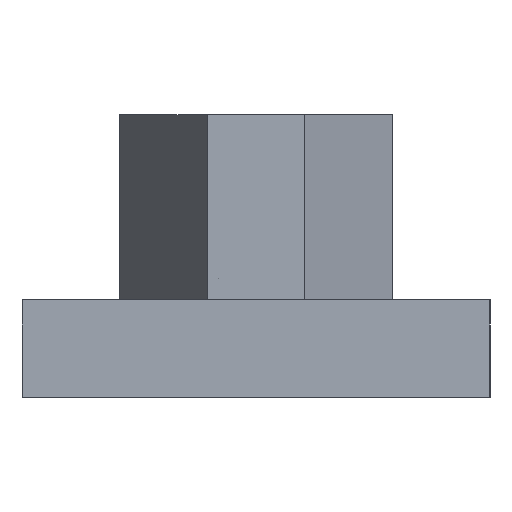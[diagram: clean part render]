
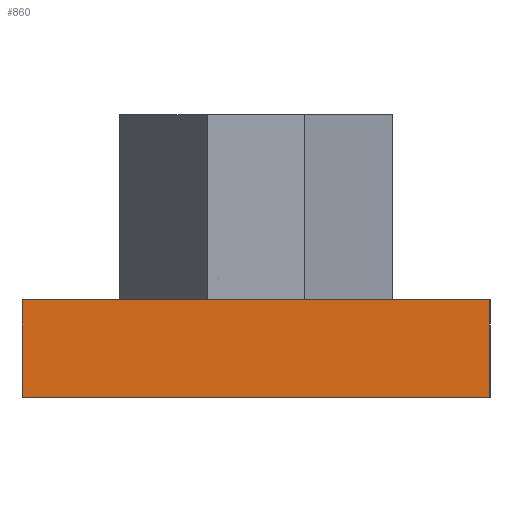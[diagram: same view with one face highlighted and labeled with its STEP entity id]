
A CAD part, left-side view. The second image highlights one B-rep face of the part: STEP entity #860.
In plain terms, the highlighted planar face has unit normal (-1, 0, 0).
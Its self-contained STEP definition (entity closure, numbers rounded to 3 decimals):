
#36 = FACE_OUTER_BOUND ( 'NONE', #748, .T. ) ;
#51 = ORIENTED_EDGE ( 'NONE', *, *, #268, .F. ) ;
#58 = DIRECTION ( 'NONE',  ( 0., -1., 0. ) ) ;
#89 = VECTOR ( 'NONE', #619, 1000. ) ;
#135 = CARTESIAN_POINT ( 'NONE',  ( -41.5, -24., 10. ) ) ;
#218 = LINE ( 'NONE', #135, #89 ) ;
#221 = CARTESIAN_POINT ( 'NONE',  ( -41.5, 24., 10. ) ) ;
#226 = CARTESIAN_POINT ( 'NONE',  ( -41.5, -24., 0. ) ) ;
#236 = LINE ( 'NONE', #948, #278 ) ;
#268 = EDGE_CURVE ( 'NONE', #723, #815, #236, .T. ) ;
#278 = VECTOR ( 'NONE', #951, 1000. ) ;
#373 = ORIENTED_EDGE ( 'NONE', *, *, #1000, .T. ) ;
#459 = AXIS2_PLACEMENT_3D ( 'NONE', #524, #843, #766 ) ;
#477 = CARTESIAN_POINT ( 'NONE',  ( -41.5, -24., 10. ) ) ;
#524 = CARTESIAN_POINT ( 'NONE',  ( -41.5, -24., 10. ) ) ;
#547 = LINE ( 'NONE', #226, #593 ) ;
#593 = VECTOR ( 'NONE', #58, 1000. ) ;
#619 = DIRECTION ( 'NONE',  ( 0., 0., -1. ) ) ;
#621 = VERTEX_POINT ( 'NONE', #996 ) ;
#665 = EDGE_CURVE ( 'NONE', #815, #621, #218, .T. ) ;
#666 = VECTOR ( 'NONE', #789, 1000. ) ;
#715 = LINE ( 'NONE', #221, #666 ) ;
#723 = VERTEX_POINT ( 'NONE', #840 ) ;
#738 = VERTEX_POINT ( 'NONE', #974 ) ;
#748 = EDGE_LOOP ( 'NONE', ( #373, #770, #51, #935 ) ) ;
#766 = DIRECTION ( 'NONE',  ( 0., 0., -1. ) ) ;
#770 = ORIENTED_EDGE ( 'NONE', *, *, #665, .F. ) ;
#789 = DIRECTION ( 'NONE',  ( 0., 0., -1. ) ) ;
#815 = VERTEX_POINT ( 'NONE', #477 ) ;
#829 = PLANE ( 'NONE',  #459 ) ;
#840 = CARTESIAN_POINT ( 'NONE',  ( -41.5, 24., 10. ) ) ;
#843 = DIRECTION ( 'NONE',  ( 1., 0., 0. ) ) ;
#860 = ADVANCED_FACE ( 'NONE', ( #36 ), #829, .F. ) ;
#935 = ORIENTED_EDGE ( 'NONE', *, *, #1012, .T. ) ;
#948 = CARTESIAN_POINT ( 'NONE',  ( -41.5, -24., 10. ) ) ;
#951 = DIRECTION ( 'NONE',  ( 0., -1., 0. ) ) ;
#974 = CARTESIAN_POINT ( 'NONE',  ( -41.5, 24., 0. ) ) ;
#996 = CARTESIAN_POINT ( 'NONE',  ( -41.5, -24., 0. ) ) ;
#1000 = EDGE_CURVE ( 'NONE', #738, #621, #547, .T. ) ;
#1012 = EDGE_CURVE ( 'NONE', #723, #738, #715, .T. ) ;
